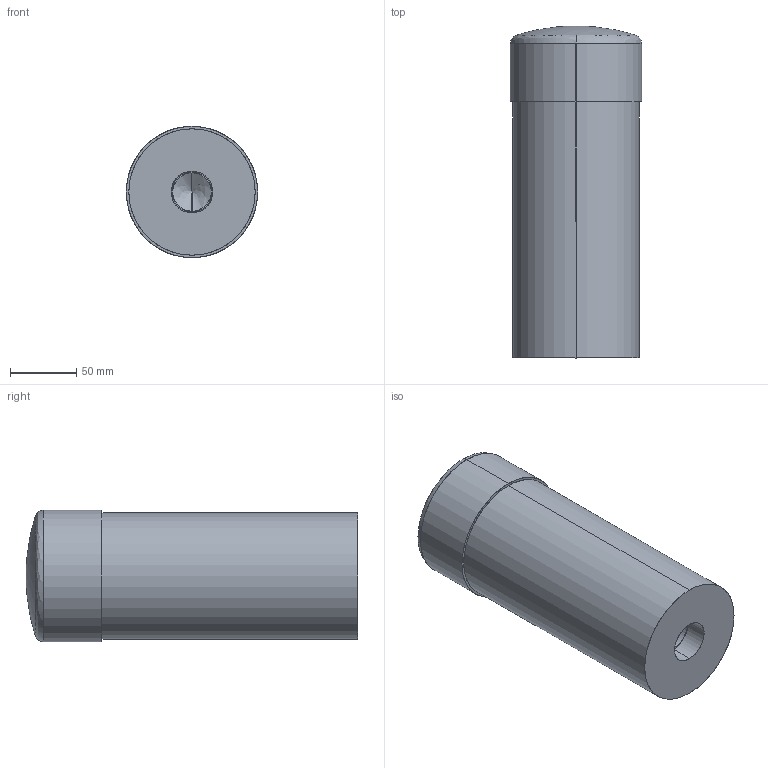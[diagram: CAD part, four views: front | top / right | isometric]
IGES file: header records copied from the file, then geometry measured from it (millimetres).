
Start section: SolidWorks IGES file using analytic representation for surfaces
Global section: file name: 701503.800.IGS; native system: SolidWorks 2011; preprocessor: SolidWorks 2011; author: ejp; date: 110610.125906; units: inch
Bounding box: 99.06 x 250.32 x 99.06 mm (x, y, z)
Surface area: 90916.3 mm2 (no closed solid volume)
Topology: 0 solids, 0 shells, 17 faces, 408 edges, 404 vertices
Faces by surface type: revolution 10, bspline 7
